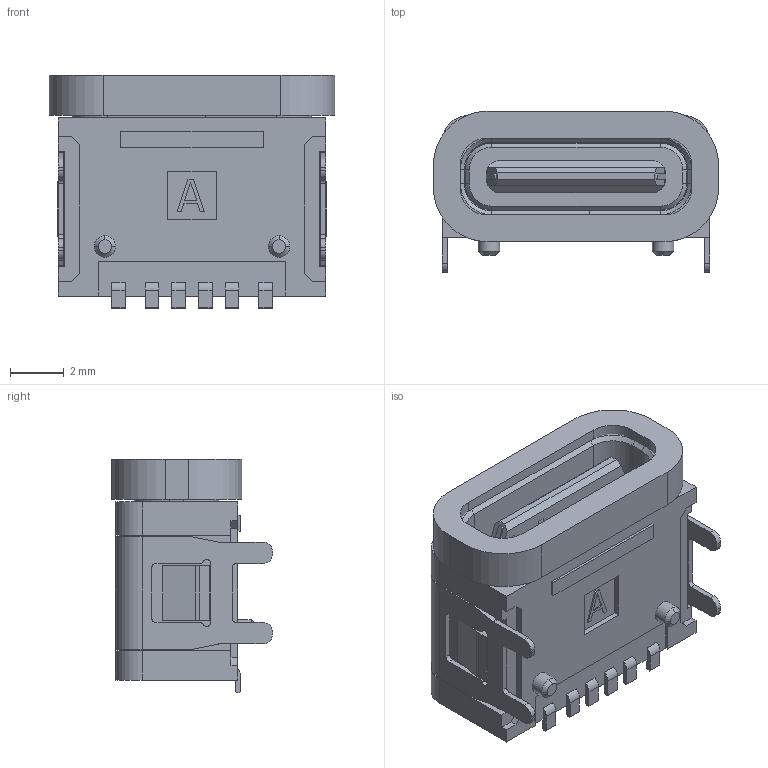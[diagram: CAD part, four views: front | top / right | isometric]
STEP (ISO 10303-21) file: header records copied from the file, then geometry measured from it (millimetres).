
FILE_DESCRIPTION (( 'STEP AP203' ), '1' );
FILE_NAME ('54-00284.STEP', '2021-06-16T21:47:17', ( '' ), ( '' ), 'SwSTEP 2.0', 'SolidWorks 2021', '' );
FILE_SCHEMA (( 'CONFIG_CONTROL_DESIGN' ));
Length unit declared in the file: millimetre
Products named in the file (3): 54-00284_gasket; 54-00284
Assembly tree (2 placements, depth 2):
  54-00284
    54-00284
    54-00284_gasket
Bounding box: 10.64 x 6.01 x 8.73 mm (x, y, z)
Volume: 293.9 mm3; surface area: 802.9 mm2
Topology: 3 solids, 3 shells, 505 faces, 1389 edges, 908 vertices
Faces by surface type: plane 390, cylinder 101, cone 14
Entity records: 16195 total; most frequent: CARTESIAN_POINT 2858, ORIENTED_EDGE 2778, DIRECTION 2615, EDGE_CURVE 1389, LINE 1167, VECTOR 1167, VERTEX_POINT 908, AXIS2_PLACEMENT_3D 724
